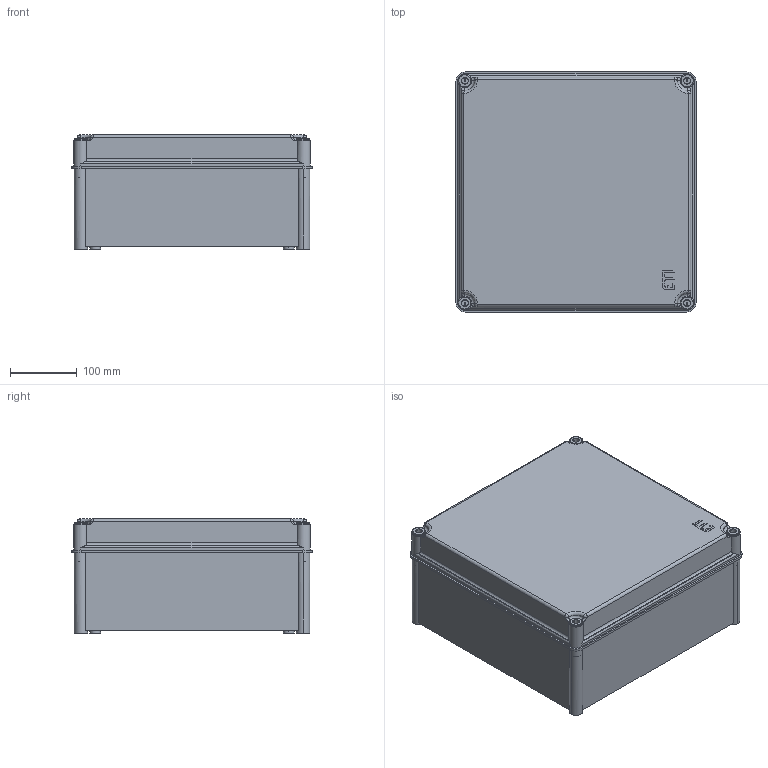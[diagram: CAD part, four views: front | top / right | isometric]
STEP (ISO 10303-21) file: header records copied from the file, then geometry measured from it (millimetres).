
FILE_DESCRIPTION((''),'2;1');
FILE_NAME('001102501_SB-44_ASM','2021-04-29T',('marketing.praksa'),('Audax d.o.o.'),'CREO PARAMETRIC BY PTC INC, 2017480','CREO PARAMETRIC BY PTC INC, 2017480','');
FILE_SCHEMA(('AUTOMOTIVE_DESIGN { 1 0 10303 214 1 1 1 1 }'));
Products named in the file (17): PRT0148; PRT0147_1_1; PRT0147_1_2; PRT0147_1_3; PRT0147_1_ASM; PRT2868_1; PRT0131_1; PRT0132_1; PRT0134_1; PRT0130_1; MOUNTING-PLATE-SCREW_1; PRT0144_1; PRT0145_1; PRT0146_1; PRT0143_1; BASE-V5_1; 001102501_SB-44_ASM
Assembly tree (16 placements, depth 3):
  001102501_SB-44_ASM
    PRT0148
    PRT0147_1_ASM
      PRT0147_1_1
      PRT0147_1_2
      PRT0147_1_3
    PRT2868_1
    PRT0131_1
    PRT0132_1
    PRT0134_1
    PRT0130_1
    MOUNTING-PLATE-SCREW_1
    PRT0144_1
    PRT0145_1
    PRT0146_1
    PRT0143_1
    BASE-V5_1
Bounding box: 360 x 360 x 171 mm (x, y, z)
Volume: 2221162.5 mm3; surface area: 1257136.5 mm2
Topology: 15 solids, 15 shells, 730 faces, 2052 edges, 1376 vertices
Faces by surface type: plane 378, cylinder 244, cone 56, torus 28, revolution 16, sphere 8
Entity records: 32984 total; most frequent: CARTESIAN_POINT 5900, DIRECTION 4116, ORIENTED_EDGE 4088, PRESENTATION_STYLE_ASSIGNMENT 2129, STYLED_ITEM 2129, CURVE_STYLE 2044, EDGE_CURVE 2044, AXIS2_PLACEMENT_3D 1558
